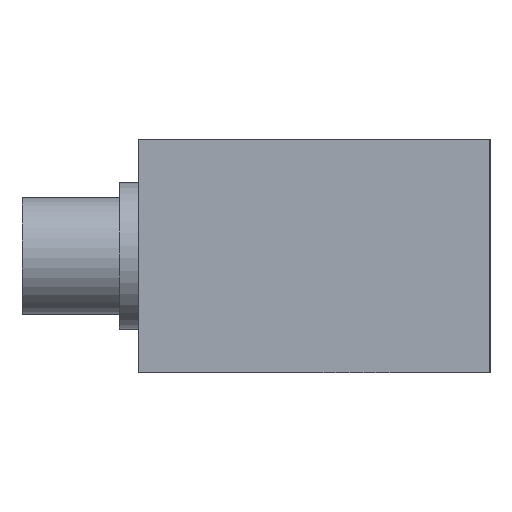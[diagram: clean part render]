
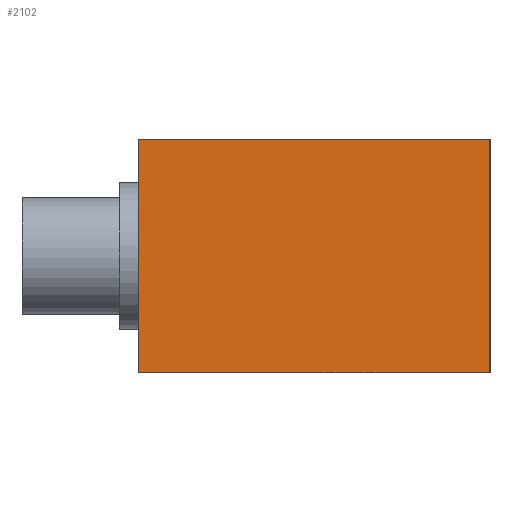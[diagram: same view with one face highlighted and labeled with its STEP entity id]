
A CAD part, left-side view. The second image highlights one B-rep face of the part: STEP entity #2102.
In plain terms, the highlighted planar face has unit normal (-1, 0, 0).
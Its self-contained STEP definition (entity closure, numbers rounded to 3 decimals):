
#238=LINE($,#3344,#481);
#242=LINE($,#3358,#485);
#243=LINE($,#3359,#486);
#244=LINE($,#3360,#487);
#481=VECTOR($,#2695,36.);
#485=VECTOR($,#2709,36.);
#486=VECTOR($,#2710,24.);
#487=VECTOR($,#2711,24.);
#595=PLANE($,#2231);
#760=FACE_OUTER_BOUND($,#878,.T.);
#878=EDGE_LOOP($,(#1766,#1767,#1768,#1769));
#1082=VERTEX_POINT($,#3341);
#1083=VERTEX_POINT($,#3343);
#1087=VERTEX_POINT($,#3356);
#1088=VERTEX_POINT($,#3357);
#1337=EDGE_CURVE($,#1083,#1082,#238,.T.);
#1343=EDGE_CURVE($,#1087,#1088,#242,.T.);
#1344=EDGE_CURVE($,#1083,#1088,#243,.T.);
#1345=EDGE_CURVE($,#1082,#1087,#244,.T.);
#1766=ORIENTED_EDGE($,*,*,#1343,.T.);
#1767=ORIENTED_EDGE($,*,*,#1344,.F.);
#1768=ORIENTED_EDGE($,*,*,#1337,.T.);
#1769=ORIENTED_EDGE($,*,*,#1345,.T.);
#2102=ADVANCED_FACE($,(#760),#595,.T.);
#2231=AXIS2_PLACEMENT_3D($,#3355,#2707,#2708);
#2695=DIRECTION($,(0.,-1.,0.));
#2707=DIRECTION('center_axis',(-1.,0.,0.));
#2708=DIRECTION('ref_axis',(0.,0.,1.));
#2709=DIRECTION($,(0.,1.,0.));
#2710=DIRECTION($,(0.,0.,1.));
#2711=DIRECTION($,(0.,0.,1.));
#3341=CARTESIAN_POINT('',(2.816,0.971,0.));
#3343=CARTESIAN_POINT('',(2.816,36.971,0.));
#3344=CARTESIAN_POINT($,(2.816,36.971,0.));
#3355=CARTESIAN_POINT('Origin',(2.816,0.971,0.));
#3356=CARTESIAN_POINT('',(2.816,0.971,24.));
#3357=CARTESIAN_POINT('',(2.816,36.971,24.));
#3358=CARTESIAN_POINT($,(2.816,0.971,24.));
#3359=CARTESIAN_POINT($,(2.816,36.971,0.));
#3360=CARTESIAN_POINT($,(2.816,0.971,0.));
